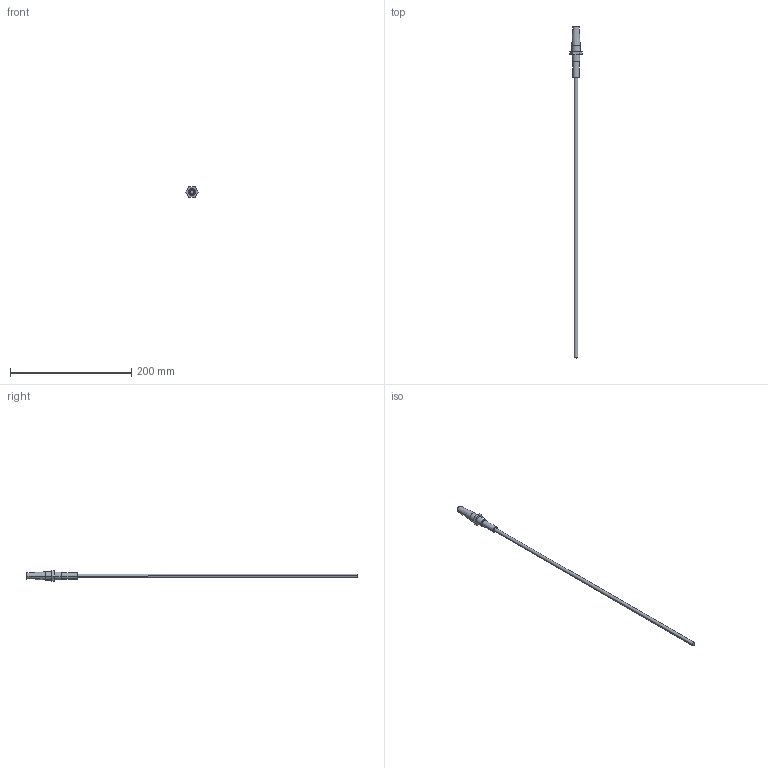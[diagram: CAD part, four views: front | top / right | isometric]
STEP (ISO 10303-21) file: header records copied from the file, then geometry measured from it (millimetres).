
FILE_DESCRIPTION((''),'2;1');
FILE_NAME('3d_31CGL1255.stp','2012-10-03T09:31:17',(''),(''),'Mechanical Desktop 2011','Mechanical Desktop 2011',', , ');
FILE_SCHEMA(('CONFIG_CONTROL_DESIGN'));
Length unit declared in the file: millimetre
Products named in the file (1): Product
Bounding box: 20 x 547 x 17.32 mm (x, y, z)
Volume: 22838.4 mm3; surface area: 12324.1 mm2
Topology: 1 solids, 1 shells, 27 faces, 57 edges, 37 vertices
Faces by surface type: plane 13, cylinder 10, cone 4
Entity records: 827 total; most frequent: DIRECTION 138, CARTESIAN_POINT 122, ORIENTED_EDGE 114, EDGE_CURVE 57, AXIS2_PLACEMENT_3D 53, VERTEX_POINT 37, VECTOR 32, LINE 32
